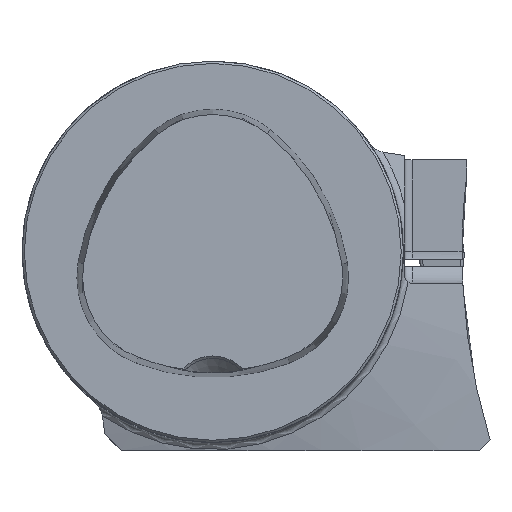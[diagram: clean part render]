
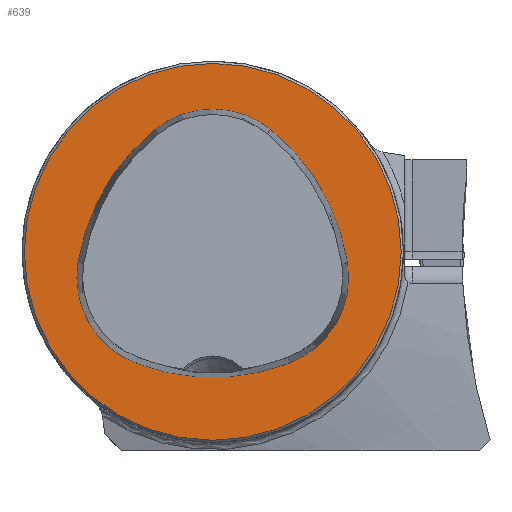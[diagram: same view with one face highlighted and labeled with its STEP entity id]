
A CAD part, top view. The second image highlights one B-rep face of the part: STEP entity #639.
In plain terms, the highlighted planar face has unit normal (0, 0, 1).
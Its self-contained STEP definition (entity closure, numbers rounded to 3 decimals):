
#108=FACE_BOUND('',#888,.T.);
#109=FACE_BOUND('',#889,.T.);
#130=PLANE('',#2408);
#639=ADVANCED_FACE('CU_FL_N1_SU_1',(#108,#109),#130,.T.);
#888=EDGE_LOOP('',(#1260,#1261,#1262,#1263,#1264,#1265));
#889=EDGE_LOOP('',(#1266));
#996=CIRCLE('',#2399,28.075);
#998=CIRCLE('',#2402,28.075);
#999=CIRCLE('',#2403,12.075);
#1000=CIRCLE('',#2404,12.075);
#1001=CIRCLE('',#2405,28.075);
#1002=CIRCLE('',#2406,12.075);
#1003=CIRCLE('',#2407,24.7);
#1260=ORIENTED_EDGE('',*,*,#2059,.F.);
#1261=ORIENTED_EDGE('',*,*,#2060,.F.);
#1262=ORIENTED_EDGE('',*,*,#2052,.F.);
#1263=ORIENTED_EDGE('',*,*,#2061,.F.);
#1264=ORIENTED_EDGE('',*,*,#2062,.F.);
#1265=ORIENTED_EDGE('',*,*,#2063,.F.);
#1266=ORIENTED_EDGE('',*,*,#2064,.T.);
#1804=VERTEX_POINT('',#3947);
#1805=VERTEX_POINT('',#3949);
#1811=VERTEX_POINT('',#3981);
#1812=VERTEX_POINT('',#3982);
#1813=VERTEX_POINT('',#3985);
#1814=VERTEX_POINT('',#3987);
#1815=VERTEX_POINT('',#3990);
#2052=EDGE_CURVE('',#1804,#1805,#996,.T.);
#2059=EDGE_CURVE('',#1811,#1812,#998,.T.);
#2060=EDGE_CURVE('',#1805,#1811,#999,.T.);
#2061=EDGE_CURVE('',#1813,#1804,#1000,.T.);
#2062=EDGE_CURVE('',#1814,#1813,#1001,.T.);
#2063=EDGE_CURVE('',#1812,#1814,#1002,.T.);
#2064=EDGE_CURVE('',#1815,#1815,#1003,.T.);
#2399=AXIS2_PLACEMENT_3D('',#3948,#2758,#2759);
#2402=AXIS2_PLACEMENT_3D('',#3980,#2765,#2766);
#2403=AXIS2_PLACEMENT_3D('',#3983,#2767,#2768);
#2404=AXIS2_PLACEMENT_3D('',#3984,#2769,#2770);
#2405=AXIS2_PLACEMENT_3D('',#3986,#2771,#2772);
#2406=AXIS2_PLACEMENT_3D('',#3988,#2773,#2774);
#2407=AXIS2_PLACEMENT_3D('',#3989,#2775,#2776);
#2408=AXIS2_PLACEMENT_3D('',#3991,#2777,#2778);
#2758=DIRECTION('',(0.,0.,1.));
#2759=DIRECTION('',(-1.,0.,0.));
#2765=DIRECTION('',(0.,0.,1.));
#2766=DIRECTION('',(-1.,0.,0.));
#2767=DIRECTION('',(0.,0.,1.));
#2768=DIRECTION('',(-1.,0.,0.));
#2769=DIRECTION('',(0.,0.,1.));
#2770=DIRECTION('',(-1.,0.,0.));
#2771=DIRECTION('',(0.,0.,1.));
#2772=DIRECTION('',(-1.,0.,0.));
#2773=DIRECTION('',(0.,0.,1.));
#2774=DIRECTION('',(-1.,0.,0.));
#2775=DIRECTION('',(0.,0.,1.));
#2776=DIRECTION('',(-1.,0.,0.));
#2777=DIRECTION('',(0.,0.,1.));
#2778=DIRECTION('',(-1.,0.,0.));
#3947=CARTESIAN_POINT('',(-10.05,-14.595,0.));
#3948=CARTESIAN_POINT('',(0.,11.62,0.));
#3949=CARTESIAN_POINT('',(10.05,-14.595,0.));
#3980=CARTESIAN_POINT('',(-10.078,-5.807,0.));
#3981=CARTESIAN_POINT('',(17.656,-1.443,0.));
#3982=CARTESIAN_POINT('',(7.606,15.999,0.));
#3983=CARTESIAN_POINT('',(5.727,-3.32,0.));
#3984=CARTESIAN_POINT('',(-5.727,-3.32,0.));
#3985=CARTESIAN_POINT('',(-17.656,-1.443,0.));
#3986=CARTESIAN_POINT('',(10.078,-5.807,0.));
#3987=CARTESIAN_POINT('',(-7.606,15.999,0.));
#3988=CARTESIAN_POINT('',(0.,6.62,0.));
#3989=CARTESIAN_POINT('',(0.,0.,0.));
#3990=CARTESIAN_POINT('',(-24.7,0.,0.));
#3991=CARTESIAN_POINT('',(0.,0.,0.));
